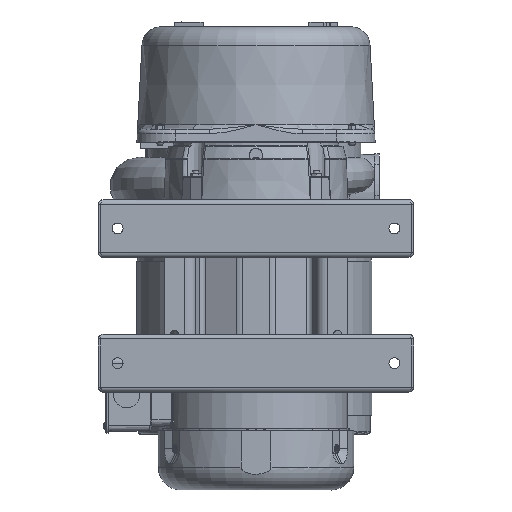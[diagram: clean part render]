
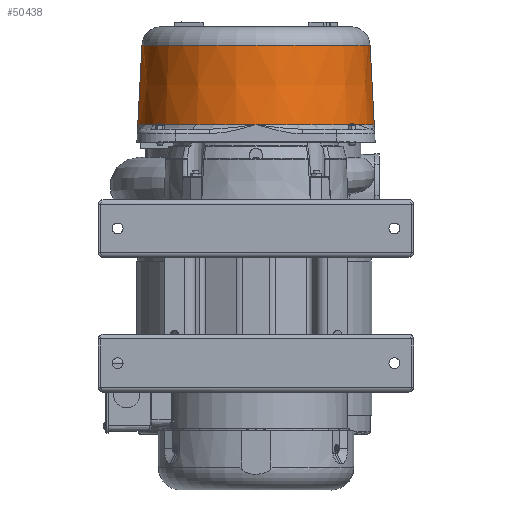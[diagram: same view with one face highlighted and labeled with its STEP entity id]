
A CAD part, front view. The second image highlights one B-rep face of the part: STEP entity #50438.
In plain terms, the highlighted conical face has half-angle 3 degrees and reference radius 155.543 mm.
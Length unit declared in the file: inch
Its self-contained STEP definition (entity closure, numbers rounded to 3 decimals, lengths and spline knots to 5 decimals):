
#1397=CONICAL_SURFACE('',#53972,6.12374,3.);
#3887=CIRCLE('',#53913,5.92522);
#3889=CIRCLE('',#53916,6.14195);
#3890=CIRCLE('',#53918,6.14195);
#6693=FACE_OUTER_BOUND('',#9935,.T.);
#9935=EDGE_LOOP('',(#36649,#36650,#36651,#36652,#36653));
#13411=LINE('',#87151,#17275);
#13412=LINE('',#87152,#17276);
#17275=VECTOR('',#61475,4.1411);
#17276=VECTOR('',#61476,4.1411);
#21571=VERTEX_POINT('',#85828);
#21572=VERTEX_POINT('',#85830);
#21573=VERTEX_POINT('',#85834);
#21574=VERTEX_POINT('',#85866);
#21576=VERTEX_POINT('',#85894);
#27168=EDGE_CURVE('',#21572,#21571,#3887,.T.);
#27171=EDGE_CURVE('',#21573,#21574,#3889,.T.);
#27174=EDGE_CURVE('',#21574,#21576,#3890,.T.);
#27257=EDGE_CURVE('',#21572,#21573,#13411,.T.);
#27258=EDGE_CURVE('',#21576,#21571,#13412,.T.);
#36649=ORIENTED_EDGE('',*,*,#27171,.F.);
#36650=ORIENTED_EDGE('',*,*,#27257,.F.);
#36651=ORIENTED_EDGE('',*,*,#27168,.T.);
#36652=ORIENTED_EDGE('',*,*,#27258,.F.);
#36653=ORIENTED_EDGE('',*,*,#27174,.F.);
#50438=ADVANCED_FACE('',(#6693),#1397,.T.);
#53913=AXIS2_PLACEMENT_3D('',#85831,#61331,#61332);
#53916=AXIS2_PLACEMENT_3D('',#85867,#61337,#61338);
#53918=AXIS2_PLACEMENT_3D('',#85895,#61341,#61342);
#53972=AXIS2_PLACEMENT_3D('',#87150,#61473,#61474);
#61331=DIRECTION('center_axis',(0.,0.,
-1.));
#61332=DIRECTION('ref_axis',(1.,0.,0.));
#61337=DIRECTION('center_axis',(0.,0.,
-1.));
#61338=DIRECTION('ref_axis',(0.,-1.,0.));
#61341=DIRECTION('center_axis',(0.,0.,
-1.));
#61342=DIRECTION('ref_axis',(0.,-1.,0.));
#61473=DIRECTION('center_axis',(0.,0.,
-1.));
#61474=DIRECTION('ref_axis',(-0.965,-0.261,0.));
#61475=DIRECTION('',(0.052,0.,-0.999));
#61476=DIRECTION('',(0.052,0.,0.999));
#85828=CARTESIAN_POINT('',(-17.19454,8.4331,6.53746));
#85830=CARTESIAN_POINT('',(-5.3441,8.4331,6.53746));
#85831=CARTESIAN_POINT('Origin',(-11.26932,8.4331,6.53746));
#85834=CARTESIAN_POINT('',(-5.12738,8.4331,2.40204));
#85866=CARTESIAN_POINT('',(-11.26915,2.29115,2.40202));
#85867=CARTESIAN_POINT('Origin',(-11.26932,8.4331,2.40204));
#85894=CARTESIAN_POINT('',(-17.41127,8.4331,2.40204));
#85895=CARTESIAN_POINT('Origin',(-11.26932,8.4331,2.40204));
#87150=CARTESIAN_POINT('Origin',(-11.26932,8.4331,2.74942));
#87151=CARTESIAN_POINT('',(-5.3441,8.4331,6.53746));
#87152=CARTESIAN_POINT('',(-17.41127,8.4331,2.40204));
